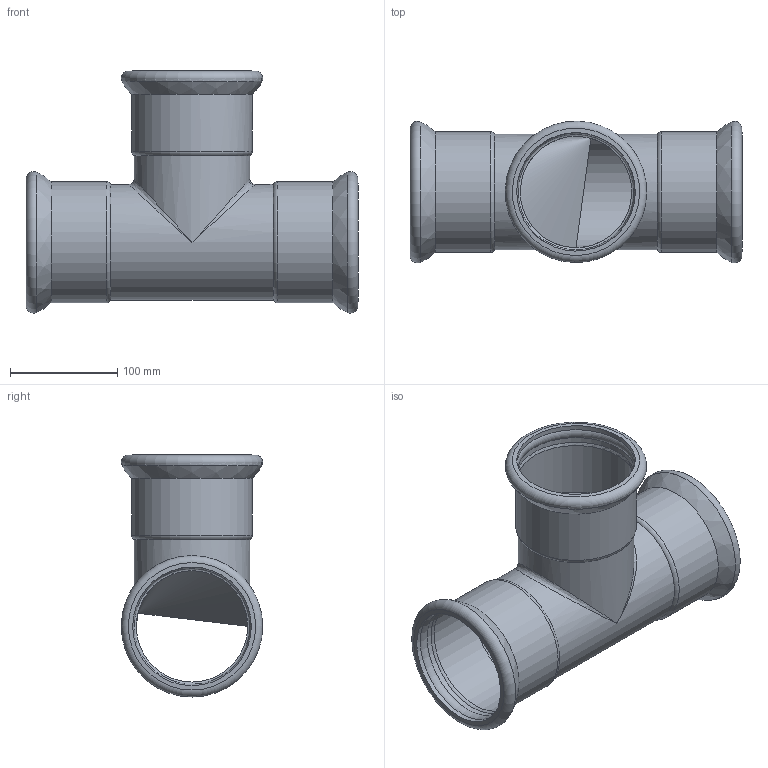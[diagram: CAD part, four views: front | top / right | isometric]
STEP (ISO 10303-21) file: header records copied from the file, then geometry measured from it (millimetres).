
FILE_DESCRIPTION(/* description */ ('TEE Normale De108'),/* implementation_level */ '2;1');
FILE_NAME(/* name */ '182108000_Inoxpres.stp',/* time_stamp */ '2022-10-11T09:56:04+02:00',/* author */ ('Vault'),/* organization */ ('Raccorderie metalliche s.p.a. '),/* preprocessor_version */ 'ST-DEVELOPER v18.1',/* originating_system */ 'Autodesk Inventor 2020',/* authorisation */ 'Raccorderie metalliche s.p.a. ');
FILE_SCHEMA (('AUTOMOTIVE_DESIGN { 1 0 10303 214 3 1 1 }'));
Length unit declared in the file: millimetre
Products named in the file (1): 182108000_Inoxpres
Bounding box: 310 x 132.07 x 226.04 mm (x, y, z)
Volume: 436537.1 mm3; surface area: 295612.3 mm2
Topology: 1 solids, 3 shells, 49 faces, 178 edges, 121 vertices
Faces by surface type: torus 17, cylinder 16, bspline 7, cone 7, plane 2
Full cylindrical faces by diameter (mm): 104 x2, 108 x2, 108.8 x3, 110.7 x6, 112.8 x3
Entity records: 2808 total; most frequent: CARTESIAN_POINT 1162, DIRECTION 391, ORIENTED_EDGE 340, AXIS2_PLACEMENT_3D 183, EDGE_CURVE 170, CIRCLE 135, VERTEX_POINT 121, EDGE_LOOP 51
